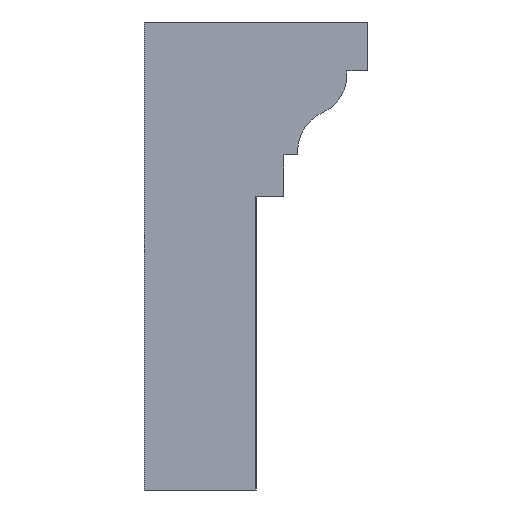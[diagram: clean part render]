
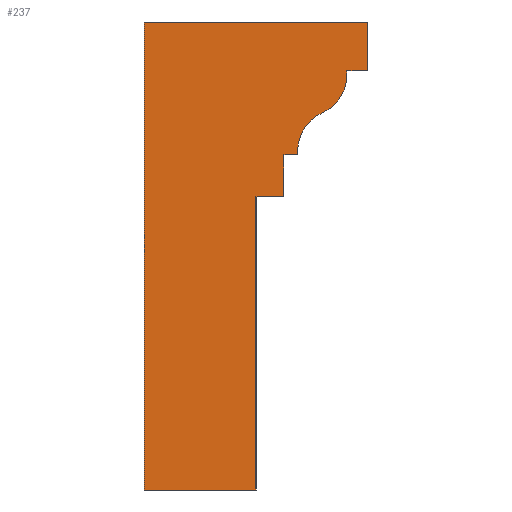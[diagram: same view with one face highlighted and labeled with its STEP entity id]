
A CAD part, left-side view. The second image highlights one B-rep face of the part: STEP entity #237.
In plain terms, the highlighted planar face has unit normal (-1, 0, 0).
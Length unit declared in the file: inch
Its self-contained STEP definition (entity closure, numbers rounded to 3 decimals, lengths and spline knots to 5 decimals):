
#17=FACE_OUTER_BOUND('',#30,.T.);
#30=EDGE_LOOP('',(#160,#161,#162,#163,#164,#165,#166,#167,#168,#169,#170));
#43=CIRCLE('',#265,0.75);
#44=CIRCLE('',#266,0.75);
#47=LINE('',#350,#76);
#48=LINE('',#352,#77);
#49=LINE('',#354,#78);
#50=LINE('',#356,#79);
#51=LINE('',#362,#80);
#52=LINE('',#364,#81);
#53=LINE('',#366,#82);
#54=LINE('',#368,#83);
#55=LINE('',#369,#84);
#76=VECTOR('',#285,0.3937);
#77=VECTOR('',#286,0.3937);
#78=VECTOR('',#287,0.3937);
#79=VECTOR('',#288,0.3937);
#80=VECTOR('',#293,0.3937);
#81=VECTOR('',#294,0.3937);
#82=VECTOR('',#295,0.3937);
#83=VECTOR('',#296,0.3937);
#84=VECTOR('',#297,0.3937);
#105=VERTEX_POINT('',#348);
#106=VERTEX_POINT('',#349);
#107=VERTEX_POINT('',#351);
#108=VERTEX_POINT('',#353);
#109=VERTEX_POINT('',#355);
#110=VERTEX_POINT('',#357);
#111=VERTEX_POINT('',#359);
#112=VERTEX_POINT('',#361);
#113=VERTEX_POINT('',#363);
#114=VERTEX_POINT('',#365);
#115=VERTEX_POINT('',#367);
#127=EDGE_CURVE('',#105,#106,#47,.T.);
#128=EDGE_CURVE('',#107,#105,#48,.T.);
#129=EDGE_CURVE('',#108,#107,#49,.T.);
#130=EDGE_CURVE('',#109,#108,#50,.T.);
#131=EDGE_CURVE('',#110,#109,#43,.T.);
#132=EDGE_CURVE('',#111,#110,#44,.T.);
#133=EDGE_CURVE('',#112,#111,#51,.T.);
#134=EDGE_CURVE('',#113,#112,#52,.T.);
#135=EDGE_CURVE('',#114,#113,#53,.T.);
#136=EDGE_CURVE('',#115,#114,#54,.T.);
#137=EDGE_CURVE('',#106,#115,#55,.T.);
#160=ORIENTED_EDGE('',*,*,#127,.F.);
#161=ORIENTED_EDGE('',*,*,#128,.F.);
#162=ORIENTED_EDGE('',*,*,#129,.F.);
#163=ORIENTED_EDGE('',*,*,#130,.F.);
#164=ORIENTED_EDGE('',*,*,#131,.F.);
#165=ORIENTED_EDGE('',*,*,#132,.F.);
#166=ORIENTED_EDGE('',*,*,#133,.F.);
#167=ORIENTED_EDGE('',*,*,#134,.F.);
#168=ORIENTED_EDGE('',*,*,#135,.F.);
#169=ORIENTED_EDGE('',*,*,#136,.F.);
#170=ORIENTED_EDGE('',*,*,#137,.F.);
#226=PLANE('',#264);
#237=ADVANCED_FACE('',(#17),#226,.F.);
#264=AXIS2_PLACEMENT_3D('',#347,#283,#284);
#265=AXIS2_PLACEMENT_3D('',#358,#289,#290);
#266=AXIS2_PLACEMENT_3D('',#360,#291,#292);
#283=DIRECTION('center_axis',(1.,0.,0.));
#284=DIRECTION('ref_axis',(0.,0.,-1.));
#285=DIRECTION('',(0.,0.,-1.));
#286=DIRECTION('',(0.,1.,0.));
#287=DIRECTION('',(0.,0.,-1.));
#288=DIRECTION('',(0.,1.,0.));
#289=DIRECTION('center_axis',(-1.,0.,0.));
#290=DIRECTION('ref_axis',(0.,0.996,-0.089));
#291=DIRECTION('center_axis',(1.,0.,0.));
#292=DIRECTION('ref_axis',(0.,-0.996,0.089));
#293=DIRECTION('',(0.,1.,0.));
#294=DIRECTION('',(0.,0.,-1.));
#295=DIRECTION('',(0.,-1.,0.));
#296=DIRECTION('',(0.,0.,1.));
#297=DIRECTION('',(0.,1.,0.));
#347=CARTESIAN_POINT('Origin',(-30.97897,-4.,48.125));
#348=CARTESIAN_POINT('',(-30.97897,-2.,45.));
#349=CARTESIAN_POINT('',(-30.97897,-2.,39.75));
#350=CARTESIAN_POINT('',(-30.97897,-2.,46.5625));
#351=CARTESIAN_POINT('',(-30.97897,-2.5,45.));
#352=CARTESIAN_POINT('',(-30.97897,-3.25,45.));
#353=CARTESIAN_POINT('',(-30.97897,-2.5,45.75));
#354=CARTESIAN_POINT('',(-30.97897,-2.5,46.9375));
#355=CARTESIAN_POINT('',(-30.97897,-2.75,45.75));
#356=CARTESIAN_POINT('',(-30.97897,-3.375,45.75));
#357=CARTESIAN_POINT('',(-30.97897,-3.1875,46.5));
#358=CARTESIAN_POINT('Origin',(-30.97897,-3.49702,45.81685));
#359=CARTESIAN_POINT('',(-30.97897,-3.625,47.25));
#360=CARTESIAN_POINT('Origin',(-30.97897,-2.87798,47.18315));
#361=CARTESIAN_POINT('',(-30.97897,-4.,47.25));
#362=CARTESIAN_POINT('',(-30.97897,-4.,47.25));
#363=CARTESIAN_POINT('',(-30.97897,-4.,48.125));
#364=CARTESIAN_POINT('',(-30.97897,-4.,48.125));
#365=CARTESIAN_POINT('',(-30.97897,0.,48.125));
#366=CARTESIAN_POINT('',(-30.97897,-2.,48.125));
#367=CARTESIAN_POINT('',(-30.97897,0.,39.75));
#368=CARTESIAN_POINT('',(-30.97897,0.,43.9375));
#369=CARTESIAN_POINT('',(-30.97897,-3.,39.75));
